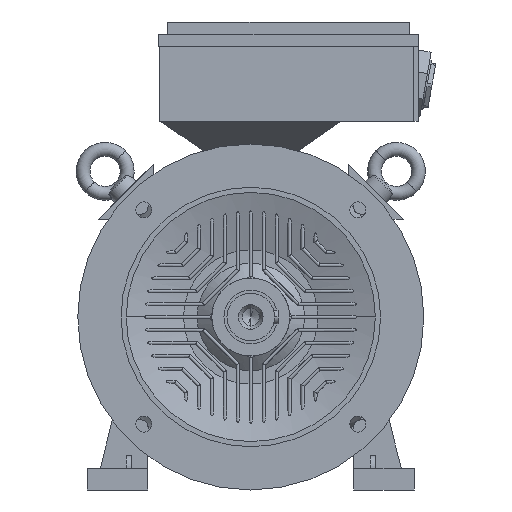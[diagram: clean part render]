
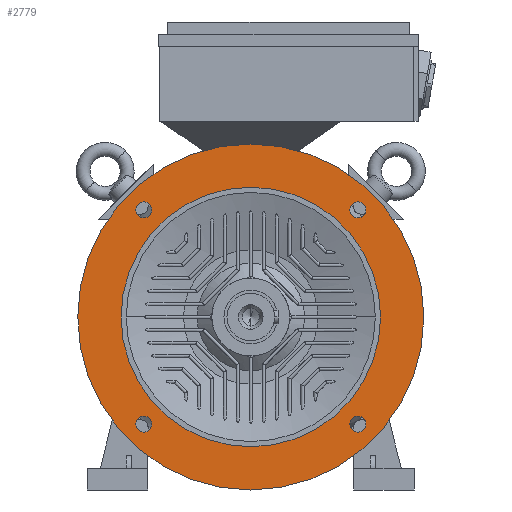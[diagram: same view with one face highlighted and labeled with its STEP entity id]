
A CAD part, left-side view. The second image highlights one B-rep face of the part: STEP entity #2779.
In plain terms, the highlighted planar face has unit normal (-1, 0, 0).
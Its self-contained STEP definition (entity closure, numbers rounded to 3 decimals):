
#2779=ADVANCED_FACE('',(#6329,#6330,#6331,#6332,#6333,#6334),#6335,.T.);
#6329=FACE_BOUND('',#10650,.T.);
#6330=FACE_BOUND('',#10651,.T.);
#6331=FACE_BOUND('',#10652,.T.);
#6332=FACE_BOUND('',#10653,.T.);
#6333=FACE_OUTER_BOUND('',#10654,.T.);
#6334=FACE_BOUND('',#10655,.T.);
#6335=PLANE('',#10656);
#10650=EDGE_LOOP('',(#19163,#19164));
#10651=EDGE_LOOP('',(#19165,#19166));
#10652=EDGE_LOOP('',(#19167,#19168));
#10653=EDGE_LOOP('',(#19169,#19170));
#10654=EDGE_LOOP('',(#19171,#19172));
#10655=EDGE_LOOP('',(#19173,#19174));
#10656=AXIS2_PLACEMENT_3D('',#19175,#19176,#19177);
#19163=ORIENTED_EDGE('',*,*,#29011,.T.);
#19164=ORIENTED_EDGE('',*,*,#26647,.T.);
#19165=ORIENTED_EDGE('',*,*,#29012,.T.);
#19166=ORIENTED_EDGE('',*,*,#26652,.T.);
#19167=ORIENTED_EDGE('',*,*,#29013,.T.);
#19168=ORIENTED_EDGE('',*,*,#26657,.T.);
#19169=ORIENTED_EDGE('',*,*,#29014,.T.);
#19170=ORIENTED_EDGE('',*,*,#26662,.T.);
#19171=ORIENTED_EDGE('',*,*,#26667,.F.);
#19172=ORIENTED_EDGE('',*,*,#29015,.F.);
#19173=ORIENTED_EDGE('',*,*,#26753,.T.);
#19174=ORIENTED_EDGE('',*,*,#28881,.T.);
#19175=CARTESIAN_POINT('',(-87.0,175.0,0.0));
#19176=DIRECTION('',(-1.0,0.0,0.0));
#19177=DIRECTION('',(0.0,-1.0,0.0));
#26647=EDGE_CURVE('',#32184,#32181,#32185,.T.);
#26652=EDGE_CURVE('',#32193,#32190,#32194,.T.);
#26657=EDGE_CURVE('',#32202,#32199,#32203,.T.);
#26662=EDGE_CURVE('',#32211,#32208,#32212,.T.);
#26667=EDGE_CURVE('',#32217,#32220,#32221,.T.);
#26753=EDGE_CURVE('',#32367,#32371,#32373,.T.);
#28881=EDGE_CURVE('',#32371,#32367,#35498,.T.);
#29011=EDGE_CURVE('',#32181,#32184,#35686,.T.);
#29012=EDGE_CURVE('',#32190,#32193,#35687,.T.);
#29013=EDGE_CURVE('',#32199,#32202,#35688,.T.);
#29014=EDGE_CURVE('',#32208,#32211,#35689,.T.);
#29015=EDGE_CURVE('',#32220,#32217,#35690,.T.);
#32181=VERTEX_POINT('',#41011);
#32184=VERTEX_POINT('',#41015);
#32185=CIRCLE('',#41016,9.25);
#32190=VERTEX_POINT('',#41022);
#32193=VERTEX_POINT('',#41026);
#32194=CIRCLE('',#41027,9.25);
#32199=VERTEX_POINT('',#41033);
#32202=VERTEX_POINT('',#41037);
#32203=CIRCLE('',#41038,9.25);
#32208=VERTEX_POINT('',#41044);
#32211=VERTEX_POINT('',#41048);
#32212=CIRCLE('',#41049,9.25);
#32217=VERTEX_POINT('',#41055);
#32220=VERTEX_POINT('',#41059);
#32221=CIRCLE('',#41060,200.0);
#32367=VERTEX_POINT('',#41373);
#32371=VERTEX_POINT('',#41378);
#32373=CIRCLE('',#41381,150.0);
#35498=CIRCLE('',#49558,150.0);
#35686=CIRCLE('',#49870,9.25);
#35687=CIRCLE('',#49871,9.25);
#35688=CIRCLE('',#49872,9.25);
#35689=CIRCLE('',#49873,9.25);
#35690=CIRCLE('',#49874,200.0);
#41011=CARTESIAN_POINT('',(-87.0,-130.284,-130.284));
#41015=CARTESIAN_POINT('',(-87.0,-117.203,-117.203));
#41016=AXIS2_PLACEMENT_3D('',#63011,#63012,#63013);
#41022=CARTESIAN_POINT('',(-87.0,130.284,-130.284));
#41026=CARTESIAN_POINT('',(-87.0,117.203,-117.203));
#41027=AXIS2_PLACEMENT_3D('',#63019,#63020,#63021);
#41033=CARTESIAN_POINT('',(-87.0,130.284,130.284));
#41037=CARTESIAN_POINT('',(-87.0,117.203,117.203));
#41038=AXIS2_PLACEMENT_3D('',#63027,#63028,#63029);
#41044=CARTESIAN_POINT('',(-87.0,-130.284,130.284));
#41048=CARTESIAN_POINT('',(-87.0,-117.203,117.203));
#41049=AXIS2_PLACEMENT_3D('',#63035,#63036,#63037);
#41055=CARTESIAN_POINT('',(-87.0,200.0,0.0));
#41059=CARTESIAN_POINT('',(-87.0,-200.0,0.));
#41060=AXIS2_PLACEMENT_3D('',#63043,#63044,#63045);
#41373=CARTESIAN_POINT('',(-87.0,150.0,0.0));
#41378=CARTESIAN_POINT('',(-87.0,-150.0,0.));
#41381=AXIS2_PLACEMENT_3D('',#63164,#63165,#63166);
#49558=AXIS2_PLACEMENT_3D('',#65063,#65064,#65065);
#49870=AXIS2_PLACEMENT_3D('',#65185,#65186,#65187);
#49871=AXIS2_PLACEMENT_3D('',#65188,#65189,#65190);
#49872=AXIS2_PLACEMENT_3D('',#65191,#65192,#65193);
#49873=AXIS2_PLACEMENT_3D('',#65194,#65195,#65196);
#49874=AXIS2_PLACEMENT_3D('',#65197,#65198,#65199);
#63011=CARTESIAN_POINT('',(-87.0,-123.744,-123.744));
#63012=DIRECTION('',(1.0,0.0,0.0));
#63013=DIRECTION('',(0.0,-0.707,-0.707));
#63019=CARTESIAN_POINT('',(-87.0,123.744,-123.744));
#63020=DIRECTION('',(1.0,-0.0,0.0));
#63021=DIRECTION('',(0.0,0.707,-0.707));
#63027=CARTESIAN_POINT('',(-87.0,123.744,123.744));
#63028=DIRECTION('',(1.0,0.0,-0.0));
#63029=DIRECTION('',(0.0,0.707,0.707));
#63035=CARTESIAN_POINT('',(-87.0,-123.744,123.744));
#63036=DIRECTION('',(1.0,0.0,-0.0));
#63037=DIRECTION('',(0.0,-0.707,0.707));
#63043=CARTESIAN_POINT('',(-87.0,0.0,0.0));
#63044=DIRECTION('',(1.0,0.0,0.0));
#63045=DIRECTION('',(0.0,1.0,0.0));
#63164=CARTESIAN_POINT('',(-87.0,0.0,0.0));
#63165=DIRECTION('',(1.0,0.0,0.0));
#63166=DIRECTION('',(0.0,1.0,0.0));
#65063=CARTESIAN_POINT('',(-87.0,0.0,0.0));
#65064=DIRECTION('',(1.0,0.0,0.0));
#65065=DIRECTION('',(0.0,1.0,0.0));
#65185=CARTESIAN_POINT('',(-87.0,-123.744,-123.744));
#65186=DIRECTION('',(1.0,0.0,0.0));
#65187=DIRECTION('',(0.0,-0.707,-0.707));
#65188=CARTESIAN_POINT('',(-87.0,123.744,-123.744));
#65189=DIRECTION('',(1.0,-0.0,0.0));
#65190=DIRECTION('',(0.0,0.707,-0.707));
#65191=CARTESIAN_POINT('',(-87.0,123.744,123.744));
#65192=DIRECTION('',(1.0,0.0,-0.0));
#65193=DIRECTION('',(0.0,0.707,0.707));
#65194=CARTESIAN_POINT('',(-87.0,-123.744,123.744));
#65195=DIRECTION('',(1.0,0.0,-0.0));
#65196=DIRECTION('',(0.0,-0.707,0.707));
#65197=CARTESIAN_POINT('',(-87.0,0.0,0.0));
#65198=DIRECTION('',(1.0,0.0,0.0));
#65199=DIRECTION('',(0.0,1.0,0.0));
